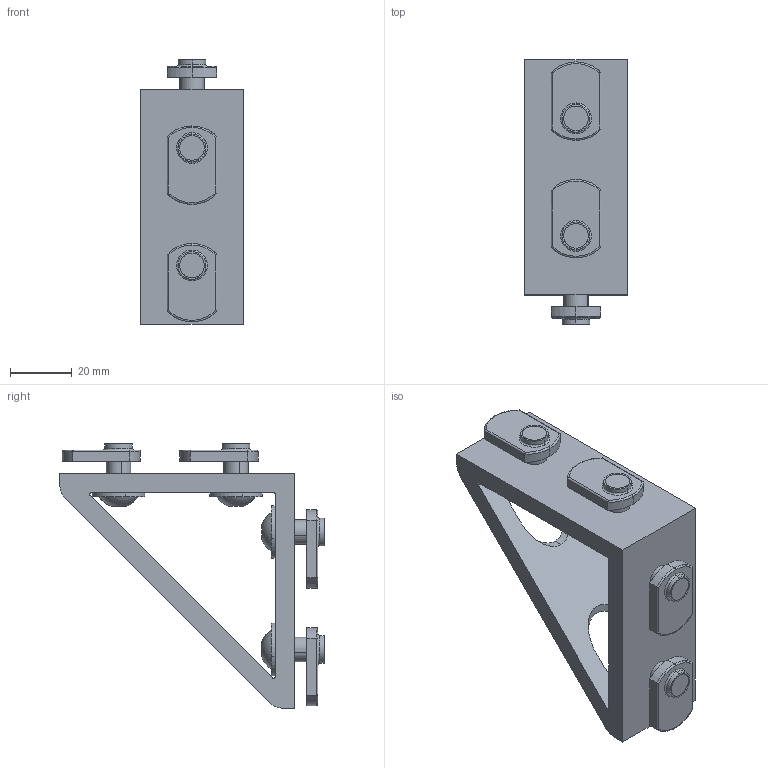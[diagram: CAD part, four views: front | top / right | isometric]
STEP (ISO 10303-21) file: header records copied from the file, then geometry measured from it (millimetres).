
FILE_DESCRIPTION (( 'STEP AP203' ), '1' );
FILE_NAME ('653169.SLDASM.step', '2003-10-13T11:28:00', ( 'Jerry Winters' ), ( 'GoEngineer' ), 'SwSTEP 2.0', 'SolidWorks 2003174', '' );
FILE_SCHEMA (( 'CONFIG_CONTROL_DESIGN' ));
Length unit declared in the file: inch
Products named in the file (5): 653169.SLDASM; Inside Corner Gussets_653169; 651129; FBHSCS_651134; 651097
Assembly tree (7 placements, depth 3):
  653169.SLDASM
    651129  x4
      651097
      FBHSCS_651134
    Inside Corner Gussets_653169
Bounding box: 33.27 x 85.72 x 85.72 mm (x, y, z)
Volume: 52834.4 mm3; surface area: 26373.5 mm2
Topology: 9 solids, 9 shells, 185 faces, 423 edges, 266 vertices
Faces by surface type: cylinder 87, plane 70, torus 20, sphere 8
Entity records: 3114 total; most frequent: CARTESIAN_POINT 617, DIRECTION 408, ORIENTED_EDGE 396, EDGE_CURVE 198, AXIS2_PLACEMENT_3D 162, VERTEX_POINT 125, EDGE_LOOP 97, LINE 84
